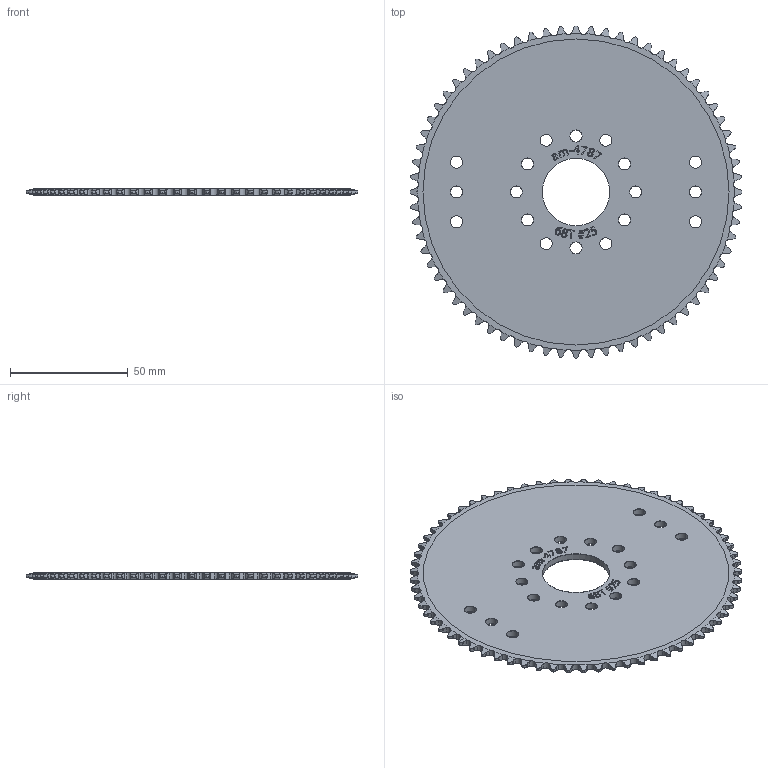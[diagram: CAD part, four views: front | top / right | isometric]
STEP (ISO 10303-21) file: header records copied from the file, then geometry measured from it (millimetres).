
FILE_DESCRIPTION (( 'STEP AP203' ), '1' );
FILE_NAME ('am-4787 68T 25 Chain 1125in Plate.STEP', '2022-08-03T20:24:10', ( '' ), ( '' ), 'SwSTEP 2.0', 'SolidWorks 2022', '' );
FILE_SCHEMA (( 'CONFIG_CONTROL_DESIGN' ));
Length unit declared in the file: inch
Products named in the file (1): am-4787 68T 25 Chain 1125in Plate
Bounding box: 141.19 x 141.19 x 3 mm (x, y, z)
Surface area: 56927.3 mm2
Topology: 2 solids, 2 shells, 1032 faces, 3020 edges, 2013 vertices
Faces by surface type: cylinder 523, plane 284, cone 138, bspline 87
Entity records: 39976 total; most frequent: CARTESIAN_POINT 14613, ORIENTED_EDGE 6040, DIRECTION 4203, EDGE_CURVE 3020, VERTEX_POINT 2013, AXIS2_PLACEMENT_3D 1543, B_SPLINE_CURVE_WITH_KNOTS 1306, EDGE_LOOP 1129
